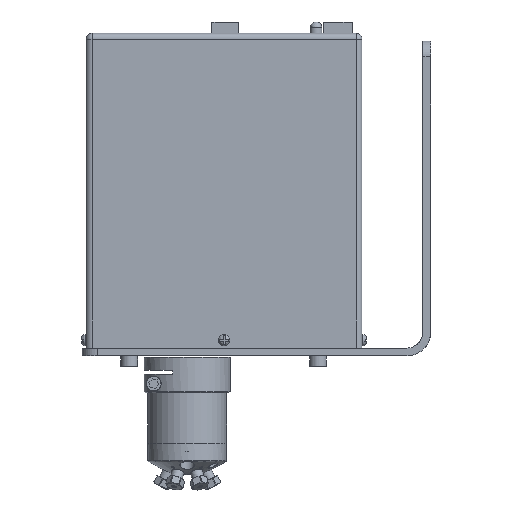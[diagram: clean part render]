
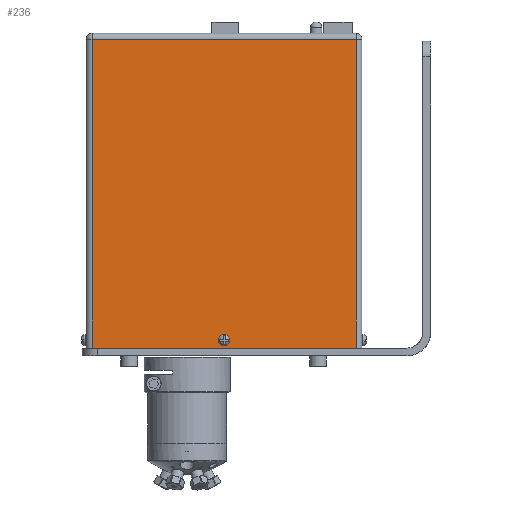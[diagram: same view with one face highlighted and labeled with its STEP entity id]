
A CAD part, left-side view. The second image highlights one B-rep face of the part: STEP entity #236.
In plain terms, the highlighted planar face has unit normal (-1, 0, 0).
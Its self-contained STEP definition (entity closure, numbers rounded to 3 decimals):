
#186=CARTESIAN_POINT('',(0.0,0.0,0.0));
#187=DIRECTION('',(-1.0,0.0,0.0));
#188=DIRECTION('',(0.0,0.0,1.0));
#189=AXIS2_PLACEMENT_3D('',#186,#187,#188);
#190=PLANE('',#189);
#191=CARTESIAN_POINT('',(0.,108.922,0.0));
#192=VERTEX_POINT('',#191);
#193=CARTESIAN_POINT('',(0.,108.922,124.619));
#194=VERTEX_POINT('',#193);
#195=CARTESIAN_POINT('',(0.,108.922,0.0));
#196=DIRECTION('',(0.0,0.0,1.0));
#197=VECTOR('',#196,124.619);
#198=LINE('',#195,#197);
#199=EDGE_CURVE('',#192,#194,#198,.T.);
#200=ORIENTED_EDGE('',*,*,#199,.F.);
#201=CARTESIAN_POINT('',(0.,2.381,0.0));
#202=VERTEX_POINT('',#201);
#203=CARTESIAN_POINT('',(0.,108.922,0.0));
#204=DIRECTION('',(0.0,-1.0,0.0));
#205=VECTOR('',#204,106.54);
#206=LINE('',#203,#205);
#207=EDGE_CURVE('',#192,#202,#206,.T.);
#208=ORIENTED_EDGE('',*,*,#207,.T.);
#209=CARTESIAN_POINT('',(0.,2.381,124.619));
#210=VERTEX_POINT('',#209);
#211=CARTESIAN_POINT('',(0.,2.381,124.619));
#212=DIRECTION('',(0.0,0.0,-1.0));
#213=VECTOR('',#212,124.619);
#214=LINE('',#211,#213);
#215=EDGE_CURVE('',#210,#202,#214,.T.);
#216=ORIENTED_EDGE('',*,*,#215,.F.);
#217=CARTESIAN_POINT('',(0.,108.922,124.619));
#218=DIRECTION('',(0.0,-1.0,0.0));
#219=VECTOR('',#218,106.54);
#220=LINE('',#217,#219);
#221=EDGE_CURVE('',#194,#210,#220,.T.);
#222=ORIENTED_EDGE('',*,*,#221,.F.);
#223=EDGE_LOOP('',(#200,#208,#216,#222));
#224=FACE_OUTER_BOUND('',#223,.T.);
#225=CARTESIAN_POINT('',(0.,54.064,3.175));
#226=VERTEX_POINT('',#225);
#227=CARTESIAN_POINT('',(0.,55.651,3.175));
#228=DIRECTION('',(1.0,0.0,0.0));
#229=DIRECTION('',(0.0,1.0,0.0));
#230=AXIS2_PLACEMENT_3D('',#227,#228,#229);
#231=CIRCLE('',#230,1.588);
#232=EDGE_CURVE('',#226,#226,#231,.T.);
#233=ORIENTED_EDGE('',*,*,#232,.T.);
#234=EDGE_LOOP('',(#233));
#235=FACE_BOUND('',#234,.T.);
#236=ADVANCED_FACE('',(#224,#235),#190,.T.);
